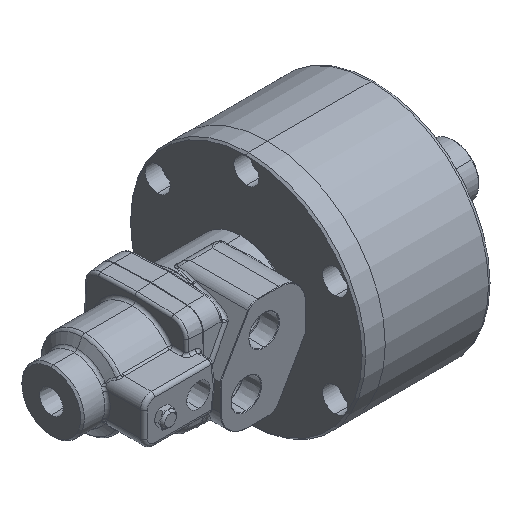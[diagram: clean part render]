
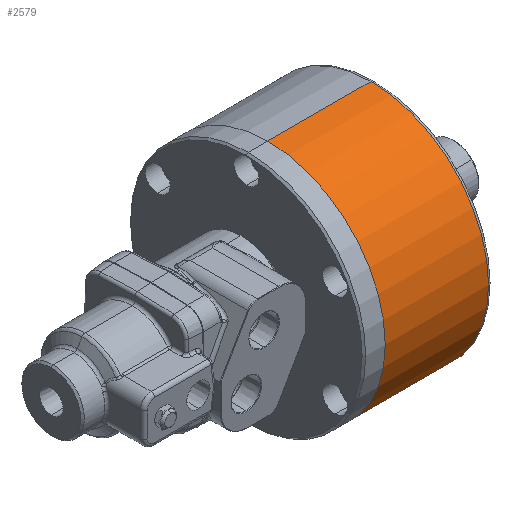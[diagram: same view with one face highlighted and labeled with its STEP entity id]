
A CAD part, isometric view. The second image highlights one B-rep face of the part: STEP entity #2579.
In plain terms, the highlighted cylindrical face has radius 66 mm (diameter 132 mm), a partial arc.
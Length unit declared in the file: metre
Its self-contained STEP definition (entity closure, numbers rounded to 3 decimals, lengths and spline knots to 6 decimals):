
#1831 = VERTEX_POINT ( 'NONE', #10998 ) ;
#1873 = VERTEX_POINT ( 'NONE', #11052 ) ;
#2499 = VERTEX_POINT ( 'NONE', #22098 ) ;
#2500 = EDGE_CURVE ( 'NONE', #1873, #2499, #22172, .T. ) ;
#2501 = EDGE_CURVE ( 'NONE', #1831, #2507, #22097, .T. ) ;
#2507 = VERTEX_POINT ( 'NONE', #22173 ) ;
#2573 = ORIENTED_EDGE ( 'NONE', *, *, #2501, .T. ) ;
#2579 = ADVANCED_FACE ( 'NONE', ( #22203 ), #22233, .T. ) ;
#2584 = EDGE_CURVE ( 'NONE', #1873, #1831, #22210, .T. ) ;
#2592 = ORIENTED_EDGE ( 'NONE', *, *, #2584, .T. ) ;
#2603 = EDGE_LOOP ( 'NONE', ( #2617, #2592, #2573, #2682 ) ) ;
#2617 = ORIENTED_EDGE ( 'NONE', *, *, #2500, .F. ) ;
#2682 = ORIENTED_EDGE ( 'NONE', *, *, #2687, .F. ) ;
#2687 = EDGE_CURVE ( 'NONE', #2499, #2507, #22335, .T. ) ;
#10998 = CARTESIAN_POINT ( 'NONE',  ( 0.058, 0., 0.066 ) ) ;
#11052 = CARTESIAN_POINT ( 'NONE',  ( 0.058, 0., -0.066 ) ) ;
#22097 = LINE ( 'NONE', #22106, #22110 ) ;
#22098 = CARTESIAN_POINT ( 'NONE',  ( 0., 0., -0.066 ) ) ;
#22099 = DIRECTION ( 'NONE',  ( -1., 0., 0. ) ) ;
#22100 = VECTOR ( 'NONE', #22099, 1. ) ;
#22101 = CARTESIAN_POINT ( 'NONE',  ( 0., 0., -0.066 ) ) ;
#22106 = CARTESIAN_POINT ( 'NONE',  ( 0., 0., 0.066 ) ) ;
#22109 = DIRECTION ( 'NONE',  ( -1., 0., 0. ) ) ;
#22110 = VECTOR ( 'NONE', #22109, 1. ) ;
#22172 = LINE ( 'NONE', #22101, #22100 ) ;
#22173 = CARTESIAN_POINT ( 'NONE',  ( 0., 0., 0.066 ) ) ;
#22203 = FACE_OUTER_BOUND ( 'NONE', #2603, .T. ) ;
#22207 = DIRECTION ( 'NONE',  ( -1., 0., 0. ) ) ;
#22208 = CARTESIAN_POINT ( 'NONE',  ( 0.058, 0., 0. ) ) ;
#22209 = AXIS2_PLACEMENT_3D ( 'NONE', #22208, #22207, #22219 ) ;
#22210 = CIRCLE ( 'NONE', #22209, 0.066 ) ;
#22219 = DIRECTION ( 'NONE',  ( 0., 0., 1. ) ) ;
#22220 = DIRECTION ( 'NONE',  ( -1., 0., 0. ) ) ;
#22223 = AXIS2_PLACEMENT_3D ( 'NONE', #22230, #22220, #22231 ) ;
#22230 = CARTESIAN_POINT ( 'NONE',  ( 0., 0., 0. ) ) ;
#22231 = DIRECTION ( 'NONE',  ( 0., 0., 1. ) ) ;
#22233 = CYLINDRICAL_SURFACE ( 'NONE', #22223, 0.066 ) ;
#22249 = CARTESIAN_POINT ( 'NONE',  ( 0., 0., 0. ) ) ;
#22250 = DIRECTION ( 'NONE',  ( 0., 0., 1. ) ) ;
#22251 = DIRECTION ( 'NONE',  ( -1., 0., 0. ) ) ;
#22252 = AXIS2_PLACEMENT_3D ( 'NONE', #22249, #22251, #22250 ) ;
#22335 = CIRCLE ( 'NONE', #22252, 0.066 ) ;
